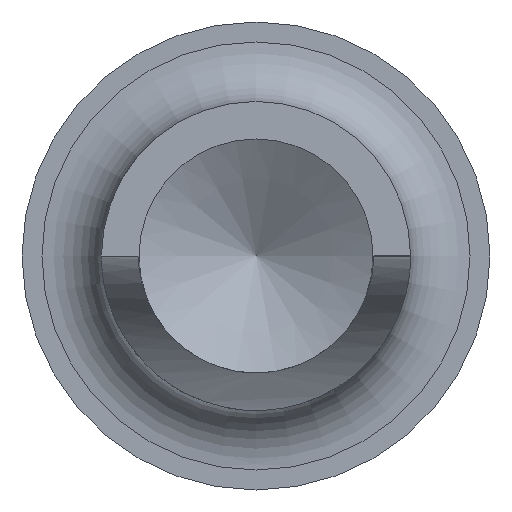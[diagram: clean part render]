
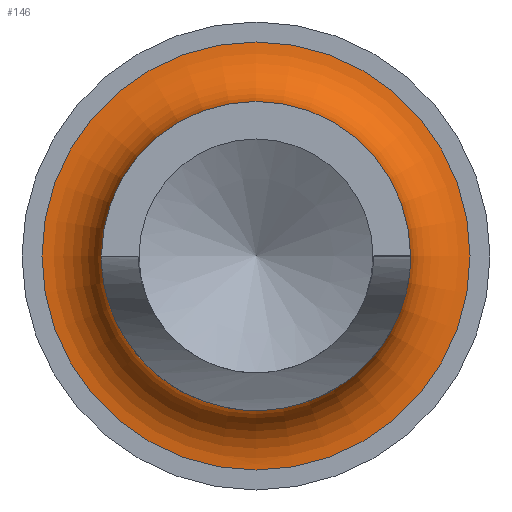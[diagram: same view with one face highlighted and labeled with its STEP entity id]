
A CAD part, front view. The second image highlights one B-rep face of the part: STEP entity #146.
In plain terms, the highlighted toroidal (fillet/blend) face has major radius 2.561 mm and minor radius 0.711 mm.
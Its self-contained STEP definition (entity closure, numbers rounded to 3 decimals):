
#45=TOROIDAL_SURFACE('',#460,2.561,0.711);
#124=FACE_BOUND('',#211,.T.);
#125=FACE_BOUND('',#212,.T.);
#146=ADVANCED_FACE('',(#124,#125),#45,.F.);
#211=EDGE_LOOP('',(#259));
#212=EDGE_LOOP('',(#260));
#259=ORIENTED_EDGE('',*,*,#376,.F.);
#260=ORIENTED_EDGE('',*,*,#375,.F.);
#337=VERTEX_POINT('',#696);
#338=VERTEX_POINT('',#699);
#375=EDGE_CURVE('',#337,#337,#419,.T.);
#376=EDGE_CURVE('',#338,#338,#420,.T.);
#419=CIRCLE('',#457,2.561);
#420=CIRCLE('',#459,1.85);
#457=AXIS2_PLACEMENT_3D('',#695,#539,#540);
#459=AXIS2_PLACEMENT_3D('',#698,#543,#544);
#460=AXIS2_PLACEMENT_3D('',#700,#545,#546);
#539=DIRECTION('',(0.,1.,0.));
#540=DIRECTION('',(0.,0.,-1.));
#543=DIRECTION('',(0.,-1.,0.));
#544=DIRECTION('',(0.,0.,-1.));
#545=DIRECTION('',(0.,-1.,0.));
#546=DIRECTION('',(0.,0.,-1.));
#695=CARTESIAN_POINT('',(9.247,24.613,-1.749));
#696=CARTESIAN_POINT('',(9.247,24.613,-4.31));
#698=CARTESIAN_POINT('',(9.247,23.902,-1.749));
#699=CARTESIAN_POINT('',(9.247,23.902,-3.599));
#700=CARTESIAN_POINT('',(9.247,23.902,-1.749));
